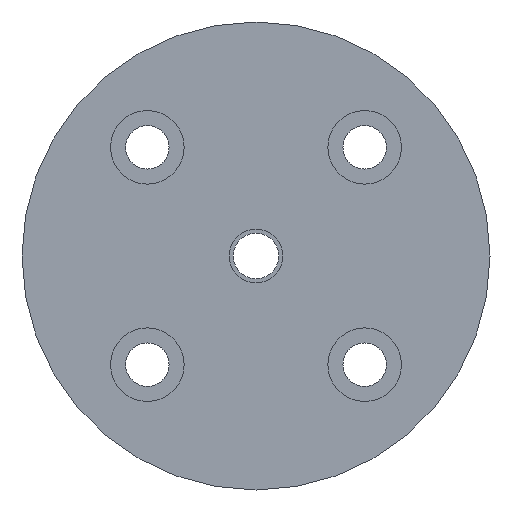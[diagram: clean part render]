
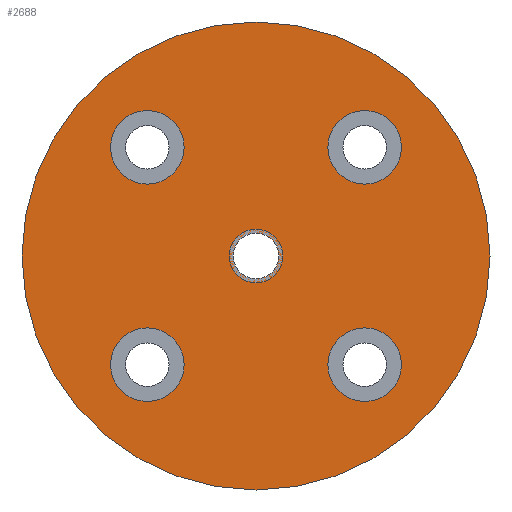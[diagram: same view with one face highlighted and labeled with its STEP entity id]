
A CAD part, left-side view. The second image highlights one B-rep face of the part: STEP entity #2688.
In plain terms, the highlighted planar face has unit normal (-1, 0, 0).
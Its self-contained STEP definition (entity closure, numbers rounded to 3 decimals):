
#1=CARTESIAN_POINT('',(-15.,0.,0.));
#2=DIRECTION('',(1.,0.,0.));
#3=DIRECTION('',(0.,-1.,0.));
#4=AXIS2_PLACEMENT_3D('',#1,#2,#3);
#6=CARTESIAN_POINT('',(-15.,0.,0.));
#7=DIRECTION('',(1.,0.,0.));
#8=DIRECTION('',(0.,1.,0.));
#9=AXIS2_PLACEMENT_3D('',#6,#7,#8);
#11=CARTESIAN_POINT('',(-15.,16.25,-16.25));
#12=DIRECTION('',(1.,0.,0.));
#13=DIRECTION('',(0.,-1.,0.));
#14=AXIS2_PLACEMENT_3D('',#11,#12,#13);
#16=CARTESIAN_POINT('',(-15.,16.25,-16.25));
#17=DIRECTION('',(1.,0.,0.));
#18=DIRECTION('',(0.,1.,0.));
#19=AXIS2_PLACEMENT_3D('',#16,#17,#18);
#21=CARTESIAN_POINT('',(-15.,-16.25,-16.25));
#22=DIRECTION('',(1.,0.,0.));
#23=DIRECTION('',(0.,-1.,0.));
#24=AXIS2_PLACEMENT_3D('',#21,#22,#23);
#26=CARTESIAN_POINT('',(-15.,-16.25,-16.25));
#27=DIRECTION('',(1.,0.,0.));
#28=DIRECTION('',(0.,1.,0.));
#29=AXIS2_PLACEMENT_3D('',#26,#27,#28);
#31=CARTESIAN_POINT('',(-15.,16.25,16.25));
#32=DIRECTION('',(1.,0.,0.));
#33=DIRECTION('',(0.,-1.,0.));
#34=AXIS2_PLACEMENT_3D('',#31,#32,#33);
#36=CARTESIAN_POINT('',(-15.,16.25,16.25));
#37=DIRECTION('',(1.,0.,0.));
#38=DIRECTION('',(0.,1.,0.));
#39=AXIS2_PLACEMENT_3D('',#36,#37,#38);
#41=CARTESIAN_POINT('',(-15.,-16.25,16.25));
#42=DIRECTION('',(1.,0.,0.));
#43=DIRECTION('',(0.,-1.,0.));
#44=AXIS2_PLACEMENT_3D('',#41,#42,#43);
#46=CARTESIAN_POINT('',(-15.,-16.25,16.25));
#47=DIRECTION('',(1.,0.,0.));
#48=DIRECTION('',(0.,1.,0.));
#49=AXIS2_PLACEMENT_3D('',#46,#47,#48);
#51=CARTESIAN_POINT('',(-15.,0.,0.));
#52=DIRECTION('',(1.,0.,0.));
#53=DIRECTION('',(0.,-1.,0.));
#54=AXIS2_PLACEMENT_3D('',#51,#52,#53);
#56=CARTESIAN_POINT('',(-15.,0.,0.));
#57=DIRECTION('',(1.,0.,0.));
#58=DIRECTION('',(0.,1.,0.));
#59=AXIS2_PLACEMENT_3D('',#56,#57,#58);
#2228=CARTESIAN_POINT('',(-15.,-35.,0.));
#2229=CARTESIAN_POINT('',(-15.,35.,0.));
#2230=VERTEX_POINT('',#2228);
#2231=VERTEX_POINT('',#2229);
#2268=CARTESIAN_POINT('',(-15.,10.75,-16.25));
#2269=CARTESIAN_POINT('',(-15.,21.75,-16.25));
#2270=VERTEX_POINT('',#2268);
#2271=VERTEX_POINT('',#2269);
#2272=CARTESIAN_POINT('',(-15.,-21.75,-16.25));
#2273=CARTESIAN_POINT('',(-15.,-10.75,-16.25));
#2274=VERTEX_POINT('',#2272);
#2275=VERTEX_POINT('',#2273);
#2276=CARTESIAN_POINT('',(-15.,10.75,16.25));
#2277=CARTESIAN_POINT('',(-15.,21.75,16.25));
#2278=VERTEX_POINT('',#2276);
#2279=VERTEX_POINT('',#2277);
#2280=CARTESIAN_POINT('',(-15.,-21.75,16.25));
#2281=CARTESIAN_POINT('',(-15.,-10.75,16.25));
#2282=VERTEX_POINT('',#2280);
#2283=VERTEX_POINT('',#2281);
#2300=CARTESIAN_POINT('',(-15.,-3.4,0.));
#2301=CARTESIAN_POINT('',(-15.,3.4,0.));
#2302=VERTEX_POINT('',#2300);
#2303=VERTEX_POINT('',#2301);
#2647=CARTESIAN_POINT('',(-15.,0.,0.));
#2648=DIRECTION('',(1.,0.,0.));
#2649=DIRECTION('',(0.,-1.,0.));
#2650=AXIS2_PLACEMENT_3D('',#2647,#2648,#2649);
#2651=PLANE('',#2650);
#2653=ORIENTED_EDGE('',*,*,#2652,.T.);
#2655=ORIENTED_EDGE('',*,*,#2654,.T.);
#2656=EDGE_LOOP('',(#2653,#2655));
#2657=FACE_OUTER_BOUND('',#2656,.F.);
#2659=ORIENTED_EDGE('',*,*,#2658,.F.);
#2661=ORIENTED_EDGE('',*,*,#2660,.F.);
#2662=EDGE_LOOP('',(#2659,#2661));
#2663=FACE_BOUND('',#2662,.F.);
#2665=ORIENTED_EDGE('',*,*,#2664,.F.);
#2667=ORIENTED_EDGE('',*,*,#2666,.F.);
#2668=EDGE_LOOP('',(#2665,#2667));
#2669=FACE_BOUND('',#2668,.F.);
#2671=ORIENTED_EDGE('',*,*,#2670,.F.);
#2673=ORIENTED_EDGE('',*,*,#2672,.F.);
#2674=EDGE_LOOP('',(#2671,#2673));
#2675=FACE_BOUND('',#2674,.F.);
#2677=ORIENTED_EDGE('',*,*,#2676,.F.);
#2679=ORIENTED_EDGE('',*,*,#2678,.F.);
#2680=EDGE_LOOP('',(#2677,#2679));
#2681=FACE_BOUND('',#2680,.F.);
#2683=ORIENTED_EDGE('',*,*,#2682,.F.);
#2685=ORIENTED_EDGE('',*,*,#2684,.F.);
#2686=EDGE_LOOP('',(#2683,#2685));
#2687=FACE_BOUND('',#2686,.F.);
#2688=ADVANCED_FACE('',(#2657,#2663,#2669,#2675,#2681,#2687),#2651,.F.);
#5=CIRCLE('',#4,35.);
#10=CIRCLE('',#9,35.);
#15=CIRCLE('',#14,5.5);
#20=CIRCLE('',#19,5.5);
#25=CIRCLE('',#24,5.5);
#30=CIRCLE('',#29,5.5);
#35=CIRCLE('',#34,5.5);
#40=CIRCLE('',#39,5.5);
#45=CIRCLE('',#44,5.5);
#50=CIRCLE('',#49,5.5);
#55=CIRCLE('',#54,3.4);
#60=CIRCLE('',#59,3.4);
#2652=EDGE_CURVE('',#2230,#2231,#5,.T.);
#2654=EDGE_CURVE('',#2231,#2230,#10,.T.);
#2658=EDGE_CURVE('',#2270,#2271,#15,.T.);
#2660=EDGE_CURVE('',#2271,#2270,#20,.T.);
#2664=EDGE_CURVE('',#2274,#2275,#25,.T.);
#2666=EDGE_CURVE('',#2275,#2274,#30,.T.);
#2670=EDGE_CURVE('',#2278,#2279,#35,.T.);
#2672=EDGE_CURVE('',#2279,#2278,#40,.T.);
#2676=EDGE_CURVE('',#2282,#2283,#45,.T.);
#2678=EDGE_CURVE('',#2283,#2282,#50,.T.);
#2682=EDGE_CURVE('',#2302,#2303,#55,.T.);
#2684=EDGE_CURVE('',#2303,#2302,#60,.T.);
